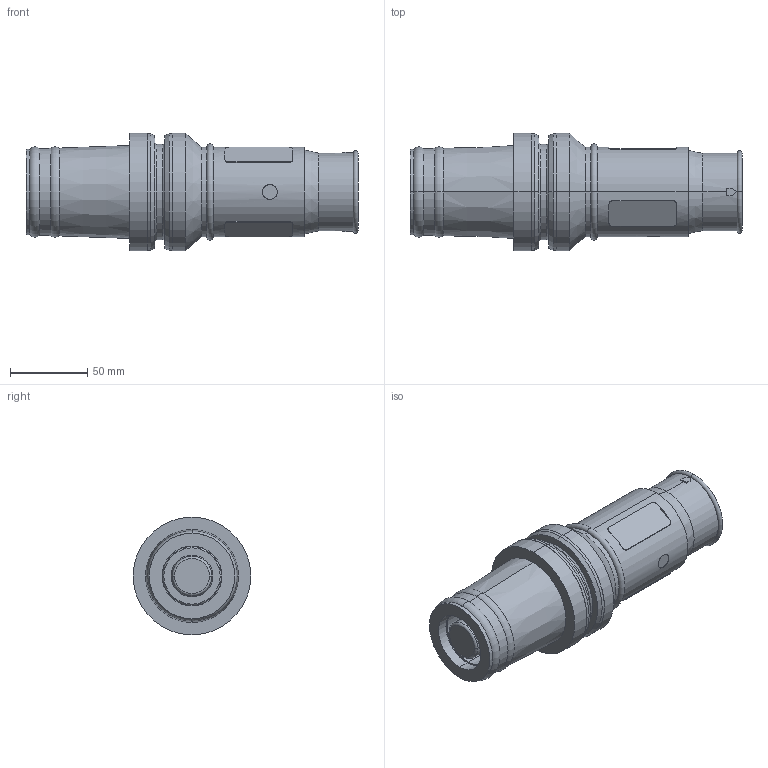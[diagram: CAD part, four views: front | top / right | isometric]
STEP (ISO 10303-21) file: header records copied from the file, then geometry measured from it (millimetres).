
FILE_DESCRIPTION (( 'STEP AP214' ), '1' );
FILE_NAME ('CATSTD-49M53-000.STEP', '2022-03-01T18:37:36', ( '' ), ( '' ), 'SwSTEP 2.0', 'SolidWorks 2020', '' );
FILE_SCHEMA (( 'AUTOMOTIVE_DESIGN' ));
Length unit declared in the file: inch
Products named in the file (1): CATSTD-49M53-000
Bounding box: 215.14 x 76.2 x 76.2 mm (x, y, z)
Volume: 440589.7 mm3; surface area: 89942.4 mm2
Topology: 1 solids, 1 shells, 197 faces, 435 edges, 259 vertices
Faces by surface type: cylinder 83, plane 54, cone 42, torus 18
Entity records: 6061 total; most frequent: CARTESIAN_POINT 1508, DIRECTION 1013, ORIENTED_EDGE 866, EDGE_CURVE 433, AXIS2_PLACEMENT_3D 412, VERTEX_POINT 259, EDGE_LOOP 218, CIRCLE 214
